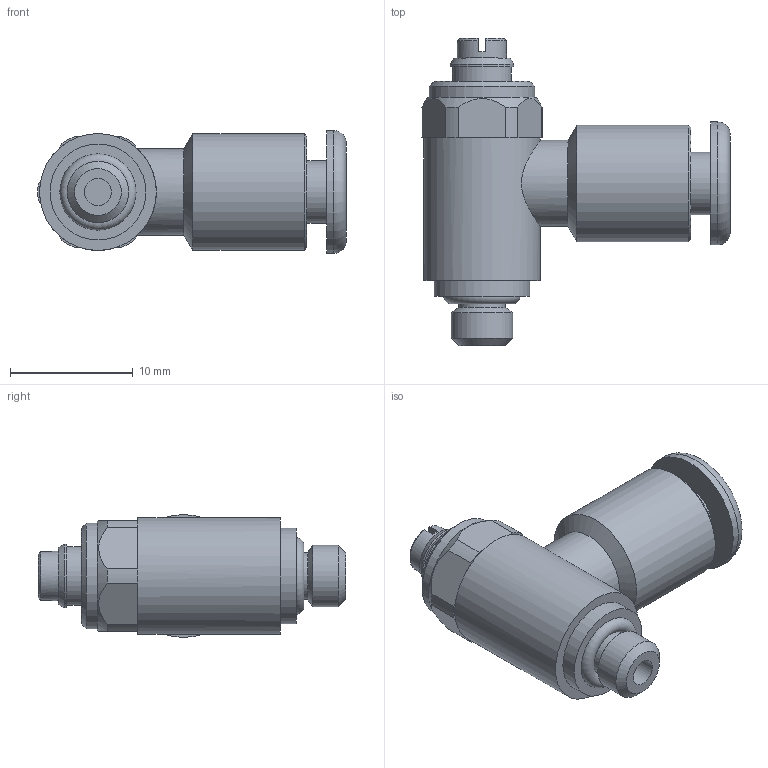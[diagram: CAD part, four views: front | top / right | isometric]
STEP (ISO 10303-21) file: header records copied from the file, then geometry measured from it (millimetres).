
FILE_DESCRIPTION(/* description */ ('Alibre Inc.'),/* implementation_level */ '2;1');
FILE_NAME(/* name */ 'export-3390AE2D-6953-4B3E-9685-07B7DAF62008',/* time_stamp */ '2019-02-11T12:15:59+01:00',/* author */ (''),/* organization */ (''),/* preprocessor_version */ 'ST-DEVELOPER v17',/* originating_system */ 'Alibre',/* authorisation */ '');
FILE_SCHEMA (('AUTOMOTIVE_DESIGN'));
Length unit declared in the file: millimetre
Bounding box: 25.1 x 25 x 10 mm (x, y, z)
Volume: 1944.1 mm3; surface area: 1716.6 mm2
Topology: 1 solids, 1 shells, 67 faces, 146 edges, 90 vertices
Faces by surface type: plane 36, cylinder 20, cone 9, torus 2
Full cylindrical faces by diameter (mm): 2.2 x1, 3.8 x1, 4 x2, 4.8 x1, 5 x1, 5.1 x1, 5.2 x1, 7 x1, 7.8 x1, 8.6 x1, 9.5 x2, 10 x1
Entity records: 1857 total; most frequent: CARTESIAN_POINT 435, DIRECTION 264, ORIENTED_EDGE 232, AXIS2_PLACEMENT_3D 131, EDGE_CURVE 116, EDGE_LOOP 102, FACE_BOUND 102, VERTEX_POINT 84
